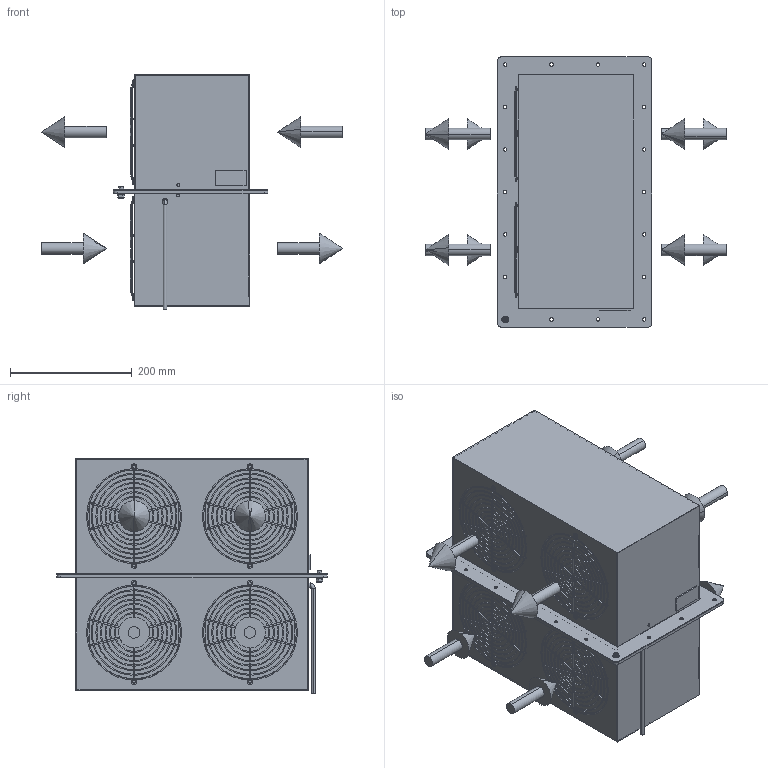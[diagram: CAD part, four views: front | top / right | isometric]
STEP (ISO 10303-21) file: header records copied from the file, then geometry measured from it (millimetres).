
FILE_DESCRIPTION (( 'STEP AP214' ), '1' );
FILE_NAME ('ACT-HPC-80 Assy Simplified for Website.STEP', '2017-04-25T14:03:30', ( '' ), ( '' ), 'SwSTEP 2.0', 'SolidWorks 2016', '' );
FILE_SCHEMA (( 'AUTOMOTIVE_DESIGN' ));
Length unit declared in the file: inch
Products named in the file (1): ACT-HPC-80 Assy Simplified for Website
Bounding box: 495.3 x 444.5 x 386.56 mm (x, y, z)
Surface area: 1389207.2 mm2 (no closed solid volume)
Topology: 0 solids, 102 shells, 636 faces, 1632 edges, 1021 vertices
Faces by surface type: torus 300, cylinder 217, plane 97, cone 21, bspline 1
Entity records: 28921 total; most frequent: CARTESIAN_POINT 4497, DIRECTION 3997, ORIENTED_EDGE 2823, AXIS2_PLACEMENT_3D 1771, EDGE_CURVE 1616, CIRCLE 1135, VERTEX_POINT 1021, EDGE_LOOP 728
